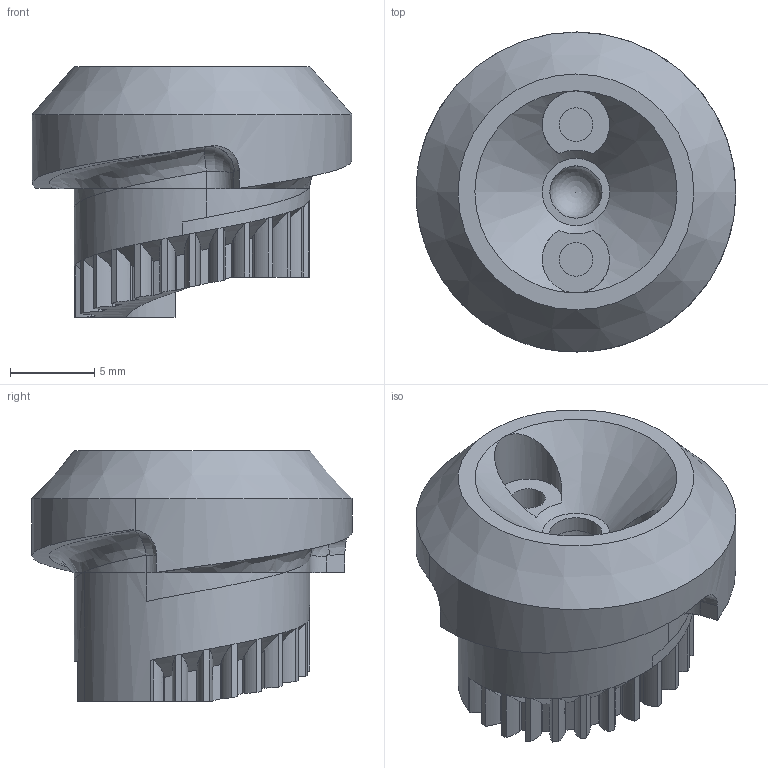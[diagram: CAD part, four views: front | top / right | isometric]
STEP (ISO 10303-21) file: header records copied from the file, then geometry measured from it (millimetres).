
FILE_DESCRIPTION(('FreeCAD Model'),'2;1');
FILE_NAME('Open CASCADE Shape Model','2025-06-25T10:13:30',(''),(''), 'Open CASCADE STEP processor 7.6','FreeCAD','Unknown');
FILE_SCHEMA(('AUTOMOTIVE_DESIGN { 1 0 10303 214 1 1 1 1 }'));
Length unit declared in the file: millimetre
Products named in the file (2): plunger; Fusion055
Assembly tree (1 placements, depth 2):
  plunger
    Fusion055
Bounding box: 18.99 x 19 x 14.9 mm (x, y, z)
Volume: 2273.3 mm3; surface area: 1362.6 mm2
Topology: 1 solids, 1 shells, 181 faces, 469 edges, 292 vertices
Faces by surface type: extrusion 93, bspline 46, plane 22, cylinder 15, cone 4, sphere 1
Full cylindrical faces by diameter (mm): 2 x2, 3.1 x1
Entity records: 12356 total; most frequent: CARTESIAN_POINT 8712, ORIENTED_EDGE 932, EDGE_CURVE 466, B_SPLINE_CURVE_WITH_KNOTS 416, DIRECTION 355, VERTEX_POINT 291, VECTOR 199, FACE_BOUND 187
